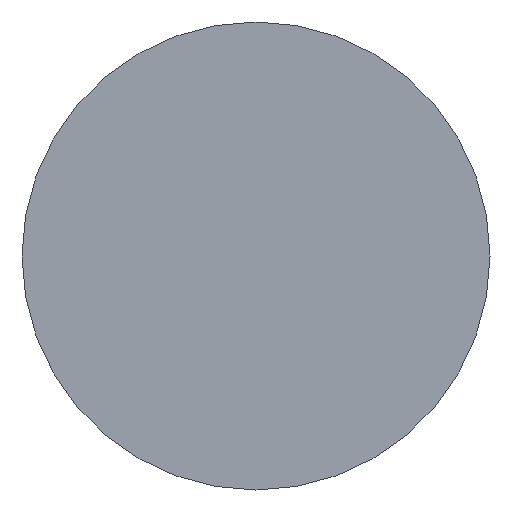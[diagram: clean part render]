
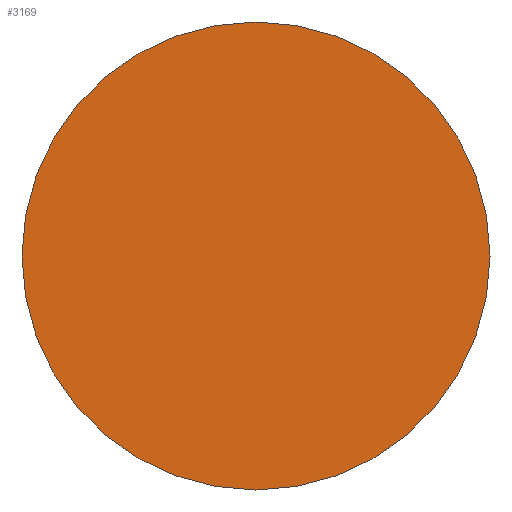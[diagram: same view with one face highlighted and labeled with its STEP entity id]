
A CAD part, left-side view. The second image highlights one B-rep face of the part: STEP entity #3169.
In plain terms, the highlighted planar face has unit normal (-1, 0, 0).
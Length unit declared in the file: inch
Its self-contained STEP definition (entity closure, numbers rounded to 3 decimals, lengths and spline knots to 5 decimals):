
#45 = CARTESIAN_POINT ( 'NONE',  ( 0., 0., 3.125 ) ) ;
#87 = DIRECTION ( 'NONE',  ( 0., 0., 1. ) ) ;
#378 = CARTESIAN_POINT ( 'NONE',  ( 0., 0., 0. ) ) ;
#655 = DIRECTION ( 'NONE',  ( 0., 0., 1. ) ) ;
#694 = PLANE ( 'NONE',  #1183 ) ;
#806 = CIRCLE ( 'NONE', #2003, 3.125 ) ;
#982 = EDGE_CURVE ( 'NONE', #2893, #3050, #806, .T. ) ;
#1183 = AXIS2_PLACEMENT_3D ( 'NONE', #3141, #3100, #2260 ) ;
#1354 = FACE_OUTER_BOUND ( 'NONE', #1686, .T. ) ;
#1686 = EDGE_LOOP ( 'NONE', ( #2218, #3399 ) ) ;
#1691 = AXIS2_PLACEMENT_3D ( 'NONE', #3480, #1979, #87 ) ;
#1979 = DIRECTION ( 'NONE',  ( -1., 0., 0. ) ) ;
#2003 = AXIS2_PLACEMENT_3D ( 'NONE', #378, #3243, #655 ) ;
#2218 = ORIENTED_EDGE ( 'NONE', *, *, #3603, .T. ) ;
#2260 = DIRECTION ( 'NONE',  ( 0., 0., -1. ) ) ;
#2893 = VERTEX_POINT ( 'NONE', #3845 ) ;
#3008 = CIRCLE ( 'NONE', #1691, 3.125 ) ;
#3050 = VERTEX_POINT ( 'NONE', #45 ) ;
#3100 = DIRECTION ( 'NONE',  ( 1., 0., 0. ) ) ;
#3141 = CARTESIAN_POINT ( 'NONE',  ( 0., 3.125, 0. ) ) ;
#3169 = ADVANCED_FACE ( 'NONE', ( #1354 ), #694, .F. ) ;
#3243 = DIRECTION ( 'NONE',  ( -1., 0., 0. ) ) ;
#3399 = ORIENTED_EDGE ( 'NONE', *, *, #982, .T. ) ;
#3480 = CARTESIAN_POINT ( 'NONE',  ( 0., 0., 0. ) ) ;
#3603 = EDGE_CURVE ( 'NONE', #3050, #2893, #3008, .T. ) ;
#3845 = CARTESIAN_POINT ( 'NONE',  ( 0., 0., -3.125 ) ) ;
